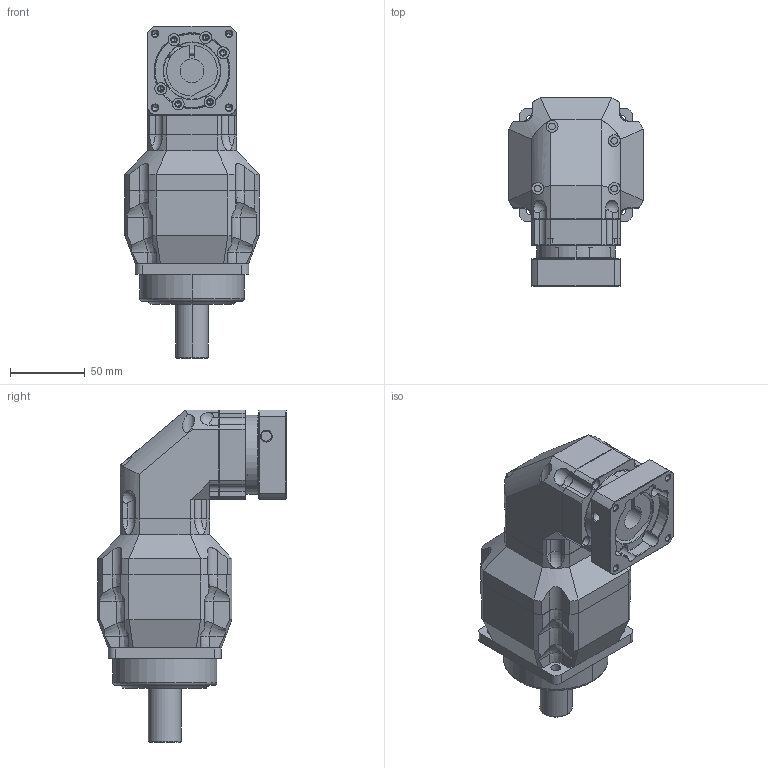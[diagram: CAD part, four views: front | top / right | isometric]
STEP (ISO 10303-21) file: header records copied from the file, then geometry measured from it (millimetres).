
FILE_DESCRIPTION((''),'2;1');
FILE_NAME('AFR0752-P0403200503_ASM','2016-07-11T',('d00435'),(''),'PRO/ENGINEER BY PARAMETRIC TECHNOLOGY CORPORATION, 2008410','PRO/ENGINEER BY PARAMETRIC TECHNOLOGY CORPORATION, 2008410','');
FILE_SCHEMA(('CONFIG_CONTROL_DESIGN'));
Length unit declared in the file: millimetre
Products named in the file (6): AF0752; AB0902-1; P1001200001; P1301200001; P0403200503; AFR0752-P0403200503_ASM
Assembly tree (5 placements, depth 2):
  AFR0752-P0403200503_ASM
    AF0752
    AB0902-1
    P1001200001
    P1301200001
    P0403200503
Bounding box: 90 x 126.5 x 222.5 mm (x, y, z)
Volume: 854077.3 mm3; surface area: 142392.8 mm2
Topology: 6 solids, 24 shells, 841 faces, 2023 edges, 1222 vertices
Faces by surface type: cylinder 305, plane 240, cone 166, torus 78, bspline 48, sphere 4
Entity records: 28239 total; most frequent: CARTESIAN_POINT 8533, DIRECTION 4288, ORIENTED_EDGE 3904, EDGE_CURVE 1991, AXIS2_PLACEMENT_3D 1727, VERTEX_POINT 1222, EDGE_LOOP 949, CIRCLE 915
